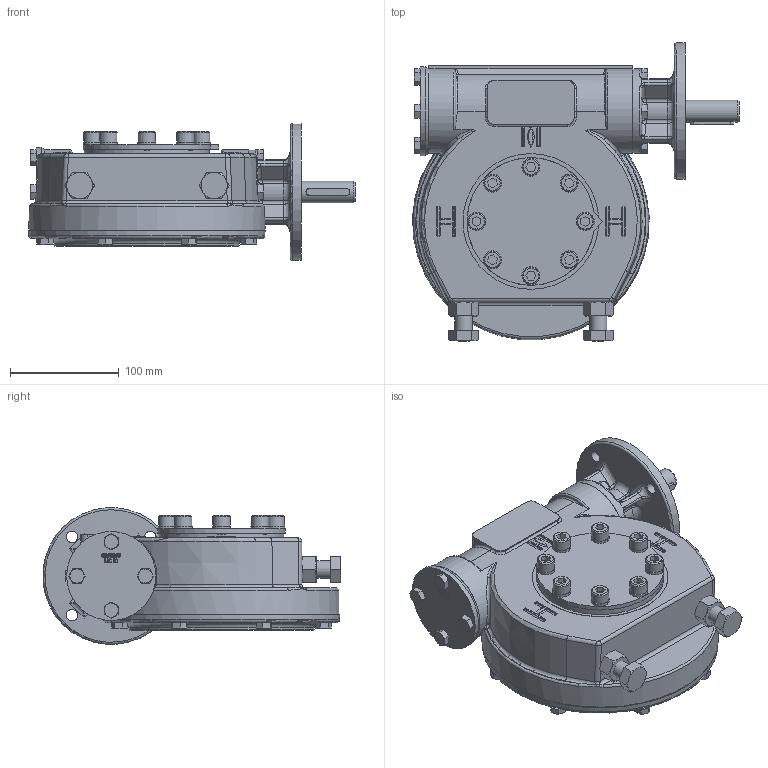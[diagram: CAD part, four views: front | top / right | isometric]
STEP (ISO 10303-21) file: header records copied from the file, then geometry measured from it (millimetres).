
FILE_DESCRIPTION(/* description */ ('Unknown'),/* implementation_level */ '2;1');
FILE_NAME(/* name */ 'PUB-IW4-N simplified',/* time_stamp */ '2021-04-29T12:14:07+01:00',/* author */ ('Unknown'),/* organization */ ('Unknown'),/* preprocessor_version */ 'ST-DEVELOPER v16.7',/* originating_system */ 'Solid Edge',/* authorisation */ 'Unknown');
FILE_SCHEMA (('AUTOMOTIVE_DESIGN {1 0 10303 214 3 1 1}'));
Products named in the file (1): PUB-IW4-N simplified
Bounding box: 300.91 x 274.39 x 125.52 mm (x, y, z)
Volume: 2394679.3 mm3; surface area: 548718.3 mm2
Topology: 52 solids, 52 shells, 2523 faces, 6234 edges, 3905 vertices
Faces by surface type: plane 1390, bspline 348, cylinder 337, cone 257, torus 159, sphere 32
Full cylindrical faces by diameter (mm): 3.15 x2, 6.8 x16, 8 x24, 8.1 x8, 8.376 x8, 8.5 x16, 10 x16, 10.5 x12, 10.7 x8, 11 x8, 14 x4, 16 x10, 16.6 x8, 20 x4, 21 x1, 25 x1, 32 x2, 34 x2, 42 x2, 44.5 x1, 44.6 x1, 50 x6, 70 x1, 78 x1, 82 x1, 85 x3, 87 x1, 90.2 x1, 115 x3, 120.08 x1
Entity records: 101263 total; most frequent: CARTESIAN_POINT 35468, ORIENTED_EDGE 11346, DIRECTION 8763, EDGE_CURVE 5673, VERTEX_POINT 3778, AXIS2_PLACEMENT_3D 3453, FACE_BOUND 3173, EDGE_LOOP 3157
